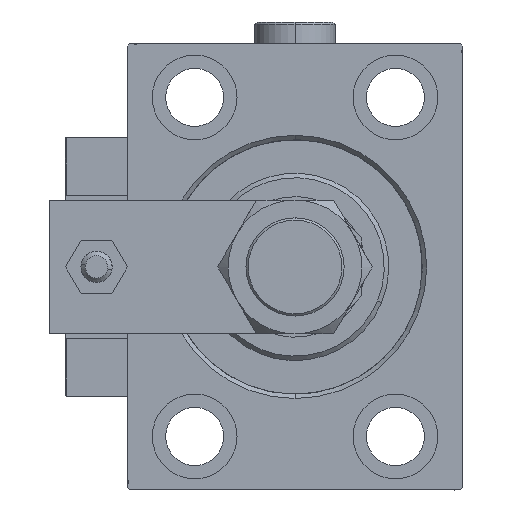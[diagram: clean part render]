
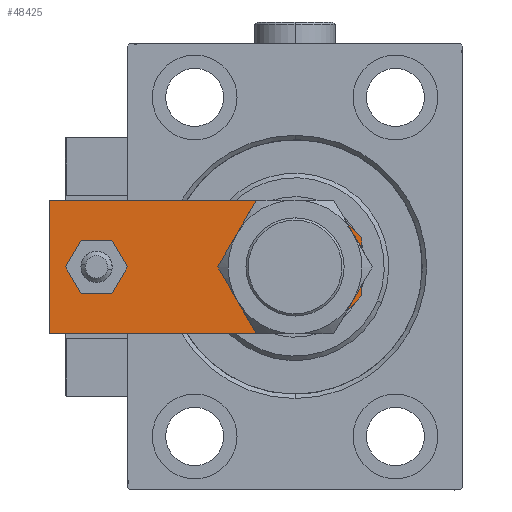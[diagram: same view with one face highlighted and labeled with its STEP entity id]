
A CAD part, left-side view. The second image highlights one B-rep face of the part: STEP entity #48425.
In plain terms, the highlighted face is planar.
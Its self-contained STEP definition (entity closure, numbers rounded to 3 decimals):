
#922 = ORIENTED_EDGE ( 'NONE', *, *, #25464, .T. ) ;
#2213 = DIRECTION ( 'NONE',  ( 0.707, -0.707, 0. ) ) ;
#2303 = DIRECTION ( 'NONE',  ( 1., 0., 0. ) ) ;
#3069 = EDGE_CURVE ( 'NONE', #4031, #28195, #16378, .T. ) ;
#3519 = VERTEX_POINT ( 'NONE', #16051 ) ;
#3536 = CARTESIAN_POINT ( 'NONE',  ( -15., 70., 8. ) ) ;
#3956 = AXIS2_PLACEMENT_3D ( 'NONE', #38538, #18072, #50960 ) ;
#4031 = VERTEX_POINT ( 'NONE', #9415 ) ;
#4441 = ORIENTED_EDGE ( 'NONE', *, *, #3069, .F. ) ;
#4814 = DIRECTION ( 'NONE',  ( 0., 0., 1. ) ) ;
#7358 = CARTESIAN_POINT ( 'NONE',  ( 3.25, -3.25, 8. ) ) ;
#7372 = VECTOR ( 'NONE', #47858, 1000. ) ;
#8100 = LINE ( 'NONE', #40970, #24833 ) ;
#8132 = EDGE_CURVE ( 'NONE', #36942, #18068, #22440, .T. ) ;
#9380 = CARTESIAN_POINT ( 'NONE',  ( 10., 15., 8. ) ) ;
#9415 = CARTESIAN_POINT ( 'NONE',  ( 4., 59.5, 8. ) ) ;
#9951 = DIRECTION ( 'NONE',  ( 1., 0., 0. ) ) ;
#10824 = ORIENTED_EDGE ( 'NONE', *, *, #20538, .F. ) ;
#11361 = DIRECTION ( 'NONE',  ( 0., -1., 0. ) ) ;
#11592 = EDGE_LOOP ( 'NONE', ( #51813, #32580, #922, #16130, #20508, #50811 ) ) ;
#11626 = CARTESIAN_POINT ( 'NONE',  ( -15., 70., 8. ) ) ;
#13205 = CARTESIAN_POINT ( 'NONE',  ( 15., 8.5, 8. ) ) ;
#13924 = AXIS2_PLACEMENT_3D ( 'NONE', #47110, #22321, #18282 ) ;
#14160 = AXIS2_PLACEMENT_3D ( 'NONE', #38962, #51125, #2303 ) ;
#14812 = CARTESIAN_POINT ( 'NONE',  ( -10., 15., 8. ) ) ;
#14989 = LINE ( 'NONE', #22536, #7372 ) ;
#15085 = LINE ( 'NONE', #27468, #21273 ) ;
#15428 = EDGE_CURVE ( 'NONE', #28195, #4031, #32249, .T. ) ;
#16051 = CARTESIAN_POINT ( 'NONE',  ( 15., 70., 8. ) ) ;
#16130 = ORIENTED_EDGE ( 'NONE', *, *, #29528, .T. ) ;
#16219 = LINE ( 'NONE', #11626, #25096 ) ;
#16378 = CIRCLE ( 'NONE', #25820, 4. ) ;
#17736 = VECTOR ( 'NONE', #2213, 1000. ) ;
#18068 = VERTEX_POINT ( 'NONE', #9380 ) ;
#18072 = DIRECTION ( 'NONE',  ( 0., 0., 1. ) ) ;
#18282 = DIRECTION ( 'NONE',  ( 1., 0., 0. ) ) ;
#18856 = VECTOR ( 'NONE', #19766, 1000. ) ;
#19327 = EDGE_CURVE ( 'NONE', #3519, #31952, #14989, .T. ) ;
#19766 = DIRECTION ( 'NONE',  ( 0.707, 0.707, 0. ) ) ;
#20503 = DIRECTION ( 'NONE',  ( 0., 1., 0. ) ) ;
#20508 = ORIENTED_EDGE ( 'NONE', *, *, #37699, .T. ) ;
#20538 = EDGE_CURVE ( 'NONE', #18068, #36942, #27211, .T. ) ;
#21270 = DIRECTION ( 'NONE',  ( 1., 0., 0. ) ) ;
#21273 = VECTOR ( 'NONE', #35827, 1000. ) ;
#22321 = DIRECTION ( 'NONE',  ( 0., 0., 1. ) ) ;
#22440 = CIRCLE ( 'NONE', #34486, 10. ) ;
#22536 = CARTESIAN_POINT ( 'NONE',  ( 15., 70., 8. ) ) ;
#23303 = EDGE_CURVE ( 'NONE', #48362, #33832, #30789, .T. ) ;
#24833 = VECTOR ( 'NONE', #20503, 1000. ) ;
#25090 = CARTESIAN_POINT ( 'NONE',  ( -4., 59.5, 8. ) ) ;
#25096 = VECTOR ( 'NONE', #11361, 1000. ) ;
#25464 = EDGE_CURVE ( 'NONE', #33832, #30656, #15085, .T. ) ;
#25820 = AXIS2_PLACEMENT_3D ( 'NONE', #41744, #4814, #21270 ) ;
#26100 = FACE_OUTER_BOUND ( 'NONE', #11592, .T. ) ;
#26762 = CARTESIAN_POINT ( 'NONE',  ( -3.25, -3.25, 8. ) ) ;
#27162 = FACE_BOUND ( 'NONE', #48791, .T. ) ;
#27211 = CIRCLE ( 'NONE', #3956, 10. ) ;
#27468 = CARTESIAN_POINT ( 'NONE',  ( -15., 0., 8. ) ) ;
#28195 = VERTEX_POINT ( 'NONE', #25090 ) ;
#29528 = EDGE_CURVE ( 'NONE', #30656, #37745, #39453, .T. ) ;
#29904 = CARTESIAN_POINT ( 'NONE',  ( 0., 15., 8. ) ) ;
#30656 = VERTEX_POINT ( 'NONE', #46640 ) ;
#30789 = LINE ( 'NONE', #26762, #17736 ) ;
#30930 = FACE_BOUND ( 'NONE', #41014, .T. ) ;
#31952 = VERTEX_POINT ( 'NONE', #3536 ) ;
#32249 = CIRCLE ( 'NONE', #14160, 4. ) ;
#32580 = ORIENTED_EDGE ( 'NONE', *, *, #23303, .T. ) ;
#33832 = VERTEX_POINT ( 'NONE', #37574 ) ;
#34486 = AXIS2_PLACEMENT_3D ( 'NONE', #29904, #34754, #9951 ) ;
#34754 = DIRECTION ( 'NONE',  ( 0., 0., 1. ) ) ;
#35159 = ORIENTED_EDGE ( 'NONE', *, *, #15428, .F. ) ;
#35827 = DIRECTION ( 'NONE',  ( 1., 0., 0. ) ) ;
#36942 = VERTEX_POINT ( 'NONE', #14812 ) ;
#37574 = CARTESIAN_POINT ( 'NONE',  ( -6.5, 0., 8. ) ) ;
#37699 = EDGE_CURVE ( 'NONE', #37745, #3519, #8100, .T. ) ;
#37745 = VERTEX_POINT ( 'NONE', #13205 ) ;
#38538 = CARTESIAN_POINT ( 'NONE',  ( 0., 15., 8. ) ) ;
#38962 = CARTESIAN_POINT ( 'NONE',  ( 0., 59.5, 8. ) ) ;
#39287 = PLANE ( 'NONE',  #13924 ) ;
#39453 = LINE ( 'NONE', #7358, #18856 ) ;
#40970 = CARTESIAN_POINT ( 'NONE',  ( 15., 0., 8. ) ) ;
#41014 = EDGE_LOOP ( 'NONE', ( #43785, #10824 ) ) ;
#41744 = CARTESIAN_POINT ( 'NONE',  ( 0., 59.5, 8. ) ) ;
#43785 = ORIENTED_EDGE ( 'NONE', *, *, #8132, .F. ) ;
#45792 = CARTESIAN_POINT ( 'NONE',  ( -15., 8.5, 8. ) ) ;
#46640 = CARTESIAN_POINT ( 'NONE',  ( 6.5, 0., 8. ) ) ;
#46952 = EDGE_CURVE ( 'NONE', #31952, #48362, #16219, .T. ) ;
#47110 = CARTESIAN_POINT ( 'NONE',  ( 0., 0., 8. ) ) ;
#47858 = DIRECTION ( 'NONE',  ( -1., 0., 0. ) ) ;
#48362 = VERTEX_POINT ( 'NONE', #45792 ) ;
#48425 = ADVANCED_FACE ( 'NONE', ( #27162, #26100, #30930 ), #39287, .T. ) ;
#48791 = EDGE_LOOP ( 'NONE', ( #35159, #4441 ) ) ;
#50811 = ORIENTED_EDGE ( 'NONE', *, *, #19327, .T. ) ;
#50960 = DIRECTION ( 'NONE',  ( 1., 0., 0. ) ) ;
#51125 = DIRECTION ( 'NONE',  ( 0., 0., 1. ) ) ;
#51813 = ORIENTED_EDGE ( 'NONE', *, *, #46952, .T. ) ;
